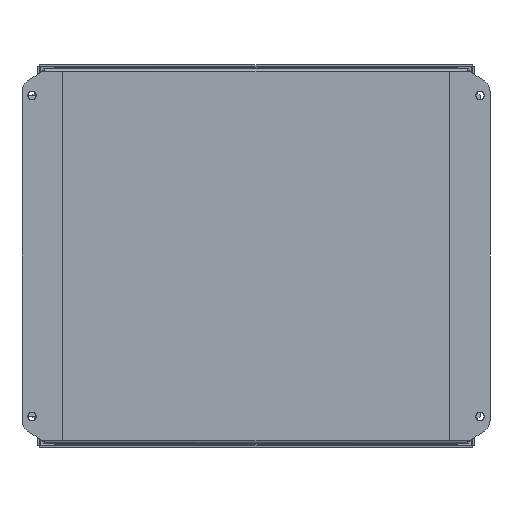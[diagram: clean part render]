
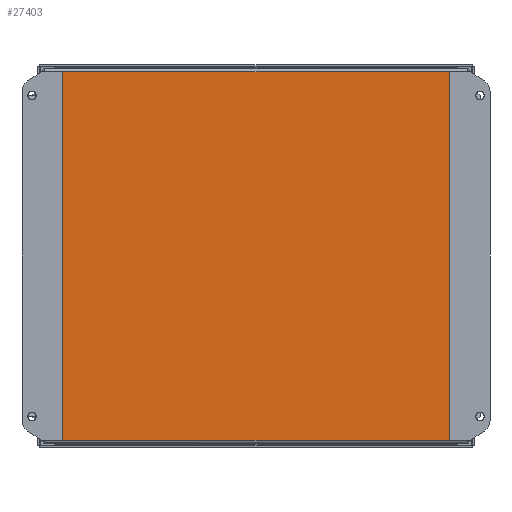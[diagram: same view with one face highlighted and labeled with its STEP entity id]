
A CAD part, left-side view. The second image highlights one B-rep face of the part: STEP entity #27403.
In plain terms, the highlighted face is planar.
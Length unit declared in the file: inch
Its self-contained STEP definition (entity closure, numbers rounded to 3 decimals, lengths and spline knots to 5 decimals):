
#1865 = CARTESIAN_POINT ( 'NONE',  ( 6.892, 0., 7.892 ) ) ;
#2149 = LINE ( 'NONE', #31129, #12924 ) ;
#2412 = VERTEX_POINT ( 'NONE', #8184 ) ;
#2760 = ORIENTED_EDGE ( 'NONE', *, *, #24491, .F. ) ;
#3146 = LINE ( 'NONE', #24596, #11972 ) ;
#5408 = LINE ( 'NONE', #31780, #10597 ) ;
#6919 = VERTEX_POINT ( 'NONE', #13174 ) ;
#8184 = CARTESIAN_POINT ( 'NONE',  ( 6.892, 0., 7.892 ) ) ;
#8245 = EDGE_CURVE ( 'NONE', #6919, #29633, #2149, .T. ) ;
#9216 = CARTESIAN_POINT ( 'NONE',  ( -6.892, 0., -7.892 ) ) ;
#9816 = EDGE_CURVE ( 'NONE', #10736, #2412, #19250, .T. ) ;
#10597 = VECTOR ( 'NONE', #21152, 39.37008 ) ;
#10736 = VERTEX_POINT ( 'NONE', #13500 ) ;
#11972 = VECTOR ( 'NONE', #14397, 39.37008 ) ;
#12924 = VECTOR ( 'NONE', #16001, 39.37008 ) ;
#13174 = CARTESIAN_POINT ( 'NONE',  ( -6.892, 0., 7.892 ) ) ;
#13500 = CARTESIAN_POINT ( 'NONE',  ( 6.892, 0., -7.892 ) ) ;
#14397 = DIRECTION ( 'NONE',  ( 1., 0., 0. ) ) ;
#15014 = EDGE_LOOP ( 'NONE', ( #22780, #24644, #2760, #31536 ) ) ;
#15221 = VECTOR ( 'NONE', #24868, 39.37008 ) ;
#16001 = DIRECTION ( 'NONE',  ( 0., 0., -1. ) ) ;
#19250 = LINE ( 'NONE', #1865, #15221 ) ;
#20233 = AXIS2_PLACEMENT_3D ( 'NONE', #20704, #23466, #28647 ) ;
#20704 = CARTESIAN_POINT ( 'NONE',  ( -7., 0., -8. ) ) ;
#21152 = DIRECTION ( 'NONE',  ( -1., 0., 0. ) ) ;
#22780 = ORIENTED_EDGE ( 'NONE', *, *, #32276, .F. ) ;
#23439 = FACE_OUTER_BOUND ( 'NONE', #15014, .T. ) ;
#23466 = DIRECTION ( 'NONE',  ( 0., -1., 0. ) ) ;
#23584 = PLANE ( 'NONE',  #20233 ) ;
#24491 = EDGE_CURVE ( 'NONE', #2412, #6919, #5408, .T. ) ;
#24596 = CARTESIAN_POINT ( 'NONE',  ( 6.892, 0., -7.892 ) ) ;
#24644 = ORIENTED_EDGE ( 'NONE', *, *, #8245, .F. ) ;
#24868 = DIRECTION ( 'NONE',  ( 0., 0., 1. ) ) ;
#27403 = ADVANCED_FACE ( 'NONE', ( #23439 ), #23584, .F. ) ;
#28647 = DIRECTION ( 'NONE',  ( 0., 0., -1. ) ) ;
#29633 = VERTEX_POINT ( 'NONE', #9216 ) ;
#31129 = CARTESIAN_POINT ( 'NONE',  ( -6.892, 0., -7.892 ) ) ;
#31536 = ORIENTED_EDGE ( 'NONE', *, *, #9816, .F. ) ;
#31780 = CARTESIAN_POINT ( 'NONE',  ( -6.892, 0., 7.892 ) ) ;
#32276 = EDGE_CURVE ( 'NONE', #29633, #10736, #3146, .T. ) ;
